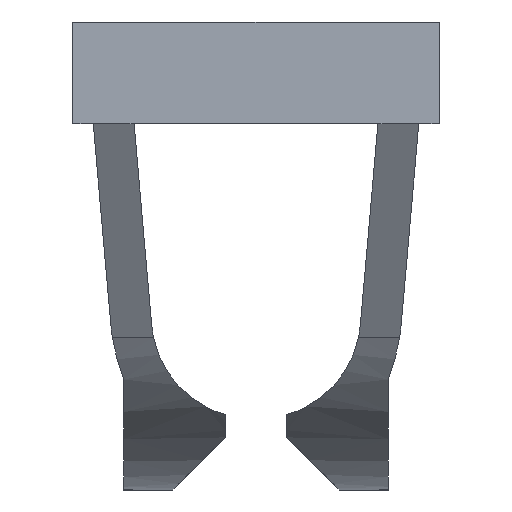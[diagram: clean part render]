
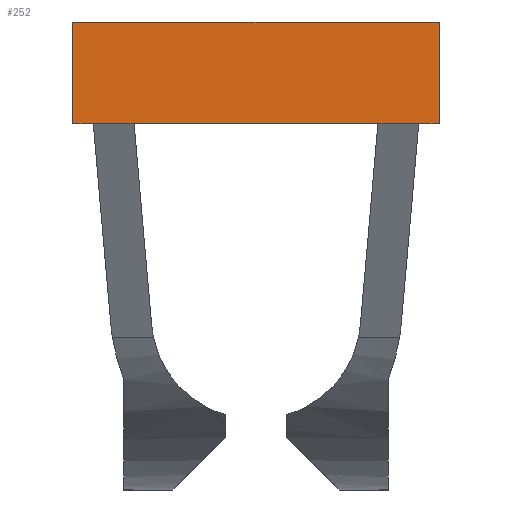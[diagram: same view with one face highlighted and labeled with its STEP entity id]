
A CAD part, front view. The second image highlights one B-rep face of the part: STEP entity #252.
In plain terms, the highlighted planar face has unit normal (0, -1, 0).
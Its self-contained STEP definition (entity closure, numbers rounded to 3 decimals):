
#230=AXIS2_PLACEMENT_3D('Plane Axis2P3D',#227,#228,#229) ;
#51=CARTESIAN_POINT('Vertex',(3.6,0.,3.6)) ;
#54=CARTESIAN_POINT('Line Origine',(3.5,0.,3.6)) ;
#58=CARTESIAN_POINT('Vertex',(3.4,0.,3.6)) ;
#79=CARTESIAN_POINT('Vertex',(0.602,0.,3.6)) ;
#93=CARTESIAN_POINT('Vertex',(2.998,0.,3.6)) ;
#96=CARTESIAN_POINT('Line Origine',(1.8,0.,3.6)) ;
#108=CARTESIAN_POINT('Line Origine',(0.1,0.,3.6)) ;
#112=CARTESIAN_POINT('Vertex',(0.,0.,3.6)) ;
#114=CARTESIAN_POINT('Vertex',(0.2,0.,3.6)) ;
#161=CARTESIAN_POINT('Vertex',(0.,0.,4.6)) ;
#164=CARTESIAN_POINT('Line Origine',(1.8,0.,4.6)) ;
#168=CARTESIAN_POINT('Vertex',(3.6,0.,4.6)) ;
#193=CARTESIAN_POINT('Line Origine',(3.6,0.,4.1)) ;
#210=CARTESIAN_POINT('Line Origine',(0.,0.,4.1)) ;
#227=CARTESIAN_POINT('Axis2P3D Location',(1.8,0.,4.6)) ;
#232=CARTESIAN_POINT('Line Origine',(3.199,0.,3.6)) ;
#237=CARTESIAN_POINT('Line Origine',(0.401,0.,3.6)) ;
#55=DIRECTION('Vector Direction',(1.,0.,0.)) ;
#97=DIRECTION('Vector Direction',(1.,0.,0.)) ;
#109=DIRECTION('Vector Direction',(-1.,0.,0.)) ;
#165=DIRECTION('Vector Direction',(1.,0.,0.)) ;
#194=DIRECTION('Vector Direction',(0.,0.,-1.)) ;
#211=DIRECTION('Vector Direction',(0.,0.,-1.)) ;
#228=DIRECTION('Axis2P3D Direction',(0.,-1.,0.)) ;
#229=DIRECTION('Axis2P3D XDirection',(1.,0.,0.)) ;
#233=DIRECTION('Vector Direction',(1.,0.,0.)) ;
#238=DIRECTION('Vector Direction',(1.,0.,0.)) ;
#56=VECTOR('Line Direction',#55,1.) ;
#98=VECTOR('Line Direction',#97,1.) ;
#110=VECTOR('Line Direction',#109,1.) ;
#166=VECTOR('Line Direction',#165,1.) ;
#195=VECTOR('Line Direction',#194,1.) ;
#212=VECTOR('Line Direction',#211,1.) ;
#234=VECTOR('Line Direction',#233,1.) ;
#239=VECTOR('Line Direction',#238,1.) ;
#243=ORIENTED_EDGE('',*,*,#100,.T.) ;
#244=ORIENTED_EDGE('',*,*,#236,.T.) ;
#245=ORIENTED_EDGE('',*,*,#60,.T.) ;
#246=ORIENTED_EDGE('',*,*,#197,.F.) ;
#247=ORIENTED_EDGE('',*,*,#170,.T.) ;
#248=ORIENTED_EDGE('',*,*,#214,.T.) ;
#249=ORIENTED_EDGE('',*,*,#116,.T.) ;
#250=ORIENTED_EDGE('',*,*,#241,.T.) ;
#252=ADVANCED_FACE('S3D gedreht',(#251),#231,.T.) ;
#60=EDGE_CURVE('',#59,#52,#57,.T.) ;
#100=EDGE_CURVE('',#80,#94,#99,.T.) ;
#116=EDGE_CURVE('',#113,#115,#111,.F.) ;
#170=EDGE_CURVE('',#169,#162,#167,.F.) ;
#197=EDGE_CURVE('',#169,#52,#196,.T.) ;
#214=EDGE_CURVE('',#162,#113,#213,.T.) ;
#236=EDGE_CURVE('',#94,#59,#235,.T.) ;
#241=EDGE_CURVE('',#115,#80,#240,.T.) ;
#242=EDGE_LOOP('',(#243,#244,#245,#246,#247,#248,#249,#250)) ;
#251=FACE_OUTER_BOUND('',#242,.T.) ;
#57=LINE('Line',#54,#56) ;
#99=LINE('Line',#96,#98) ;
#111=LINE('Line',#108,#110) ;
#167=LINE('Line',#164,#166) ;
#196=LINE('Line',#193,#195) ;
#213=LINE('Line',#210,#212) ;
#235=LINE('Line',#232,#234) ;
#240=LINE('Line',#237,#239) ;
#231=PLANE('',#230) ;
#52=VERTEX_POINT('',#51) ;
#59=VERTEX_POINT('',#58) ;
#80=VERTEX_POINT('',#79) ;
#94=VERTEX_POINT('',#93) ;
#113=VERTEX_POINT('',#112) ;
#115=VERTEX_POINT('',#114) ;
#162=VERTEX_POINT('',#161) ;
#169=VERTEX_POINT('',#168) ;
